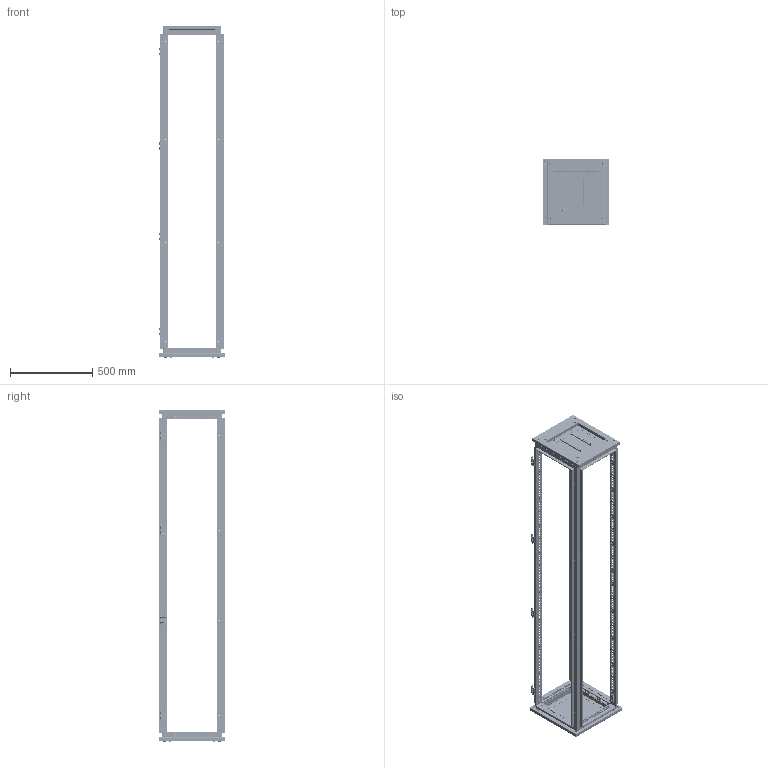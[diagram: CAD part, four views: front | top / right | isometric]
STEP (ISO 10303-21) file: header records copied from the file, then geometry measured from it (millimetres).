
FILE_DESCRIPTION (( 'STEP AP203' ), '1' );
FILE_NAME ('R5KTB44+R5KMDR20.step', '2011-02-16T14:58:26', ( 'User' ), ( 'DKC' ), 'SwSTEP 2.0', 'SolidWorks 2010', '' );
FILE_SCHEMA (( 'CONFIG_CONTROL_DESIGN' ));
Length unit declared in the file: millimetre
Products named in the file (28): R5KTB44+R5KMDR20; Assem base_KTB44; Lamiera trasversale per fondo da_400; Lamiera laterale per fondo da_400; Fondo per quadro da_400x95; Traversa inferiore tenuta fondo_400; Capscrew with recessed hexahedron M6 x 10_ISO 4762 M6 x 10 --- 10S; Flange nut M6_ISO 7044-M6-S; Acc00c561_Default; Assem roof_KTB44; sealant for base_400x400; Traversa laterale per quadro prof_400; Traversa frontale per quadro largh._400; AC00C469S_Default; AC00C469D_Default; Button head screw with recessed hexahedron M12 x 20 _ISO 7380 - M12 x 20 --- 20S; Sviluppo tetto per risalita cavi da_400x400; Flangia apertura tetto per risalita cavi_400x400; Rounded head screw with cross slot M6 x 12_ISO 7045 - M6 x 12 - Z --- 12S; Dado gabbia 11x11 M6; gabbia M6_Default; dado quadrato 11x11 M6_Default; sealant for roof_400x400; land; end-cap; Montante per quadro_2000; cerniera DAE_Default; AC00C254_Default
Assembly tree (74 placements, depth 4):
  R5KTB44+R5KMDR20
    AC00C254_Default  x4
    cerniera DAE_Default  x4
    Assem base_KTB44
      Fondo per quadro da_400x95  x3
      Acc00c561_Default  x6
      Traversa laterale per quadro prof_400  x2
      Flange nut M6_ISO 7044-M6-S  x4
      AC00C469D_Default  x2
      Traversa inferiore tenuta fondo_400  x2
      Capscrew with recessed hexahedron M6 x 10_ISO 4762 M6 x 10 --- 10S  x4
      Lamiera trasversale per fondo da_400  x2
      AC00C469S_Default  x2
      Traversa frontale per quadro largh._400  x2
      Lamiera laterale per fondo da_400  x2
      sealant for base_400x400
    Montante per quadro_2000  x4
    Assem roof_KTB44
      Traversa frontale per quadro largh._400  x2
      Rounded head screw with cross slot M6 x 12_ISO 7045 - M6 x 12 - Z --- 12S  x4
      Flangia apertura tetto per risalita cavi_400x400
      Button head screw with recessed hexahedron M12 x 20 _ISO 7380 - M12 x 20 --- 20S  x4
      Sviluppo tetto per risalita cavi da_400x400
      AC00C469D_Default  x2
      Traversa laterale per quadro prof_400  x2
      Dado gabbia 11x11 M6  x4
        dado quadrato 11x11 M6_Default
        gabbia M6_Default
      land
      sealant for base_400x400
      sealant for roof_400x400
      end-cap
      AC00C469S_Default  x2
Bounding box: 399 x 400.5 x 2014.1 mm (x, y, z)
Volume: 4166324.7 mm3; surface area: 4940822 mm2
Topology: 75 solids, 75 shells, 13026 faces, 34947 edges, 22237 vertices
Faces by surface type: plane 6943, cylinder 3812, cone 1424, bspline 507, torus 236, sphere 104
Entity records: 135420 total; most frequent: CARTESIAN_POINT 36286, ORIENTED_EDGE 20410, DIRECTION 18815, EDGE_CURVE 10205, VERTEX_POINT 6511, AXIS2_PLACEMENT_3D 6275, VECTOR 6265, LINE 6265
